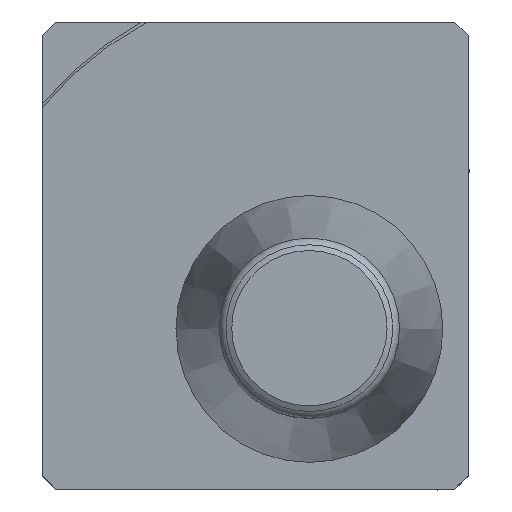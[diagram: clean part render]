
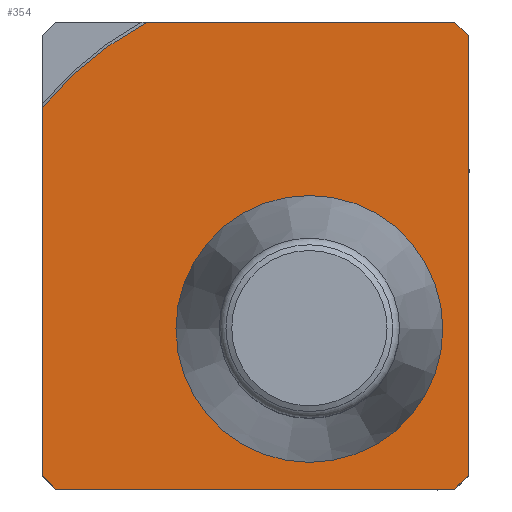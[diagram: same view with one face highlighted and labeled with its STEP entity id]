
A CAD part, top view. The second image highlights one B-rep face of the part: STEP entity #354.
In plain terms, the highlighted planar face has unit normal (0, 0, 1).
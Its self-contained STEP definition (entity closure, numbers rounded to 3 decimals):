
#146=LINE('',#1574,#222);
#151=LINE('',#1590,#227);
#157=LINE('',#1605,#233);
#164=LINE('',#1627,#240);
#165=LINE('',#1629,#241);
#166=LINE('',#1631,#242);
#169=LINE('',#1637,#245);
#222=VECTOR('',#1267,1.);
#227=VECTOR('',#1274,1.);
#233=VECTOR('',#1288,1.);
#240=VECTOR('',#1307,1.);
#241=VECTOR('',#1310,1.);
#242=VECTOR('',#1313,1.);
#245=VECTOR('',#1322,1.);
#298=FACE_BOUND('',#478,.T.);
#299=FACE_BOUND('',#479,.T.);
#354=ADVANCED_FACE('AL3_SU1',(#298,#299),#406,.T.);
#406=PLANE('',#1137);
#478=EDGE_LOOP('',(#635));
#479=EDGE_LOOP('',(#636,#637,#638,#639,#640,#641,#642,#643));
#635=ORIENTED_EDGE('',*,*,#919,.T.);
#636=ORIENTED_EDGE('',*,*,#903,.F.);
#637=ORIENTED_EDGE('',*,*,#914,.T.);
#638=ORIENTED_EDGE('',*,*,#895,.F.);
#639=ORIENTED_EDGE('',*,*,#915,.T.);
#640=ORIENTED_EDGE('',*,*,#913,.F.);
#641=ORIENTED_EDGE('',*,*,#918,.T.);
#642=ORIENTED_EDGE('',*,*,#889,.F.);
#643=ORIENTED_EDGE('',*,*,#909,.T.);
#798=VERTEX_POINT('',#1575);
#799=VERTEX_POINT('',#1576);
#804=VERTEX_POINT('',#1591);
#805=VERTEX_POINT('',#1592);
#808=VERTEX_POINT('',#1604);
#809=VERTEX_POINT('',#1606);
#812=VERTEX_POINT('',#1624);
#813=VERTEX_POINT('',#1626);
#814=VERTEX_POINT('',#1640);
#889=EDGE_CURVE('',#798,#799,#146,.T.);
#895=EDGE_CURVE('',#804,#805,#151,.T.);
#903=EDGE_CURVE('',#808,#809,#157,.T.);
#909=EDGE_CURVE('',#798,#809,#986,.T.);
#913=EDGE_CURVE('',#813,#812,#164,.T.);
#914=EDGE_CURVE('',#808,#805,#165,.T.);
#915=EDGE_CURVE('',#804,#812,#166,.T.);
#918=EDGE_CURVE('',#813,#799,#169,.T.);
#919=EDGE_CURVE('',#814,#814,#987,.T.);
#986=CIRCLE('',#1127,13.);
#987=CIRCLE('',#1136,5.);
#1127=AXIS2_PLACEMENT_3D('',#1619,#1298,#1299);
#1136=AXIS2_PLACEMENT_3D('',#1639,#1325,#1326);
#1137=AXIS2_PLACEMENT_3D('',#1641,#1327,#1328);
#1267=DIRECTION('',(1.,0.,0.));
#1274=DIRECTION('',(-1.,0.,0.));
#1288=DIRECTION('',(0.,1.,0.));
#1298=DIRECTION('',(0.,0.,1.));
#1299=DIRECTION('',(-1.,0.,0.));
#1307=DIRECTION('',(0.,-1.,0.));
#1310=DIRECTION('',(0.707,-0.707,0.));
#1313=DIRECTION('',(0.707,0.707,0.));
#1322=DIRECTION('',(-0.707,0.707,0.));
#1325=DIRECTION('',(0.,0.,-1.));
#1326=DIRECTION('',(-1.,0.,0.));
#1327=DIRECTION('',(0.,0.,1.));
#1328=DIRECTION('',(1.,0.,0.));
#1574=CARTESIAN_POINT('',(-10.,11.5,0.));
#1575=CARTESIAN_POINT('',(-6.062,11.5,0.));
#1576=CARTESIAN_POINT('',(5.45,11.5,0.));
#1590=CARTESIAN_POINT('',(6.05,-6.,0.));
#1591=CARTESIAN_POINT('',(5.45,-6.,0.));
#1592=CARTESIAN_POINT('',(-9.5,-6.,0.));
#1604=CARTESIAN_POINT('',(-10.,-5.5,0.));
#1605=CARTESIAN_POINT('',(-10.,-6.,0.));
#1606=CARTESIAN_POINT('',(-10.,8.307,0.));
#1619=CARTESIAN_POINT('',(0.,0.,0.));
#1624=CARTESIAN_POINT('',(5.95,-5.5,0.));
#1626=CARTESIAN_POINT('',(5.95,11.,0.));
#1627=CARTESIAN_POINT('',(5.95,0.,0.));
#1629=CARTESIAN_POINT('',(-10.,-5.5,0.));
#1631=CARTESIAN_POINT('',(5.45,-6.,0.));
#1637=CARTESIAN_POINT('',(5.45,11.5,0.));
#1639=CARTESIAN_POINT('',(0.,0.,0.));
#1640=CARTESIAN_POINT('',(-5.,0.,0.));
#1641=CARTESIAN_POINT('',(-2.025,2.75,0.));
